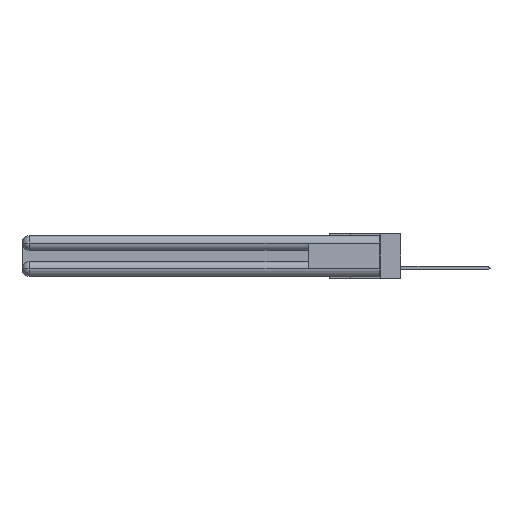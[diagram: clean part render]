
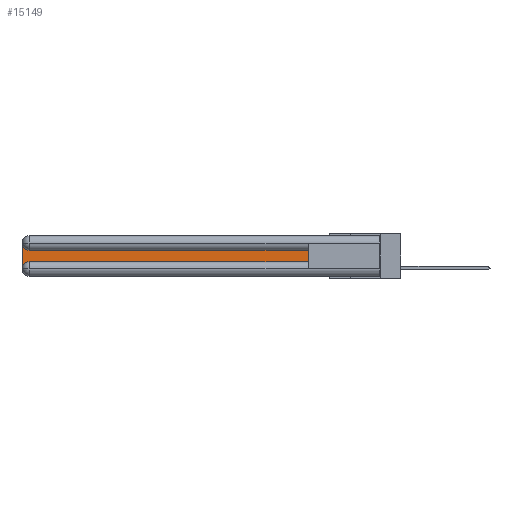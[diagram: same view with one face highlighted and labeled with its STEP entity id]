
A CAD part, left-side view. The second image highlights one B-rep face of the part: STEP entity #15149.
In plain terms, the highlighted planar face has unit normal (-1, 0, 0).
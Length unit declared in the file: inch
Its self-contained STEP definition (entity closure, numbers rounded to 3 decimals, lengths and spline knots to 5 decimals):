
#597 = AXIS2_PLACEMENT_3D ( 'NONE', #22628, #15417, #11075 ) ;
#1359 = DIRECTION ( 'NONE',  ( 0., 1., 0. ) ) ;
#1464 = VECTOR ( 'NONE', #26588, 39.37008 ) ;
#3336 = CARTESIAN_POINT ( 'NONE',  ( 0.075, 0.6, -0.1225 ) ) ;
#3482 = EDGE_CURVE ( 'NONE', #11064, #23190, #15561, .T. ) ;
#3785 = AXIS2_PLACEMENT_3D ( 'NONE', #22277, #10726, #26850 ) ;
#3841 = CARTESIAN_POINT ( 'NONE',  ( 0.075, 2.94, -0.1225 ) ) ;
#3909 = CARTESIAN_POINT ( 'NONE',  ( 0.075, 3., -0.2175 ) ) ;
#4826 = ORIENTED_EDGE ( 'NONE', *, *, #13522, .T. ) ;
#5046 = VERTEX_POINT ( 'NONE', #17251 ) ;
#5124 = ORIENTED_EDGE ( 'NONE', *, *, #24255, .T. ) ;
#5380 = ORIENTED_EDGE ( 'NONE', *, *, #15112, .T. ) ;
#6395 = FACE_OUTER_BOUND ( 'NONE', #25645, .T. ) ;
#7165 = CIRCLE ( 'NONE', #3785, 0.06 ) ;
#7167 = VERTEX_POINT ( 'NONE', #3841 ) ;
#8936 = LINE ( 'NONE', #3909, #1464 ) ;
#9150 = ORIENTED_EDGE ( 'NONE', *, *, #3482, .T. ) ;
#10049 = CARTESIAN_POINT ( 'NONE',  ( 0.075, 0.6, -0.2175 ) ) ;
#10378 = VERTEX_POINT ( 'NONE', #27034 ) ;
#10726 = DIRECTION ( 'NONE',  ( 1., 0., 0. ) ) ;
#11064 = VERTEX_POINT ( 'NONE', #10049 ) ;
#11070 = VERTEX_POINT ( 'NONE', #23695 ) ;
#11075 = DIRECTION ( 'NONE',  ( 0., 0., -1. ) ) ;
#13522 = EDGE_CURVE ( 'NONE', #10378, #5046, #8936, .T. ) ;
#13804 = ORIENTED_EDGE ( 'NONE', *, *, #24612, .T. ) ;
#14575 = LINE ( 'NONE', #17030, #26743 ) ;
#14789 = DIRECTION ( 'NONE',  ( 0., 0., 1. ) ) ;
#15112 = EDGE_CURVE ( 'NONE', #5046, #11070, #17017, .T. ) ;
#15149 = ADVANCED_FACE ( 'NONE', ( #6395 ), #18129, .F. ) ;
#15417 = DIRECTION ( 'NONE',  ( 1., 0., 0. ) ) ;
#15561 = LINE ( 'NONE', #25893, #29166 ) ;
#15905 = VECTOR ( 'NONE', #1359, 39.37008 ) ;
#17017 = CIRCLE ( 'NONE', #597, 0.06 ) ;
#17030 = CARTESIAN_POINT ( 'NONE',  ( 0.075, 0.6, -0.2175 ) ) ;
#17251 = CARTESIAN_POINT ( 'NONE',  ( 0.075, 3., -0.2775 ) ) ;
#18129 = PLANE ( 'NONE',  #28237 ) ;
#18533 = EDGE_CURVE ( 'NONE', #23190, #7167, #29515, .T. ) ;
#18778 = DIRECTION ( 'NONE',  ( 1., 0., 0. ) ) ;
#19936 = DIRECTION ( 'NONE',  ( 0., -1., 0. ) ) ;
#20155 = ORIENTED_EDGE ( 'NONE', *, *, #18533, .T. ) ;
#21248 = CARTESIAN_POINT ( 'NONE',  ( 0.075, 3., -0.1225 ) ) ;
#21780 = CARTESIAN_POINT ( 'NONE',  ( 0.075, 0.6, -0.1225 ) ) ;
#22277 = CARTESIAN_POINT ( 'NONE',  ( 0.075, 2.94, -0.0625 ) ) ;
#22628 = CARTESIAN_POINT ( 'NONE',  ( 0.075, 2.94, -0.2775 ) ) ;
#22694 = DIRECTION ( 'NONE',  ( 0., 0., -1. ) ) ;
#23190 = VERTEX_POINT ( 'NONE', #3336 ) ;
#23695 = CARTESIAN_POINT ( 'NONE',  ( 0.075, 2.94, -0.2175 ) ) ;
#24255 = EDGE_CURVE ( 'NONE', #7167, #10378, #7165, .T. ) ;
#24612 = EDGE_CURVE ( 'NONE', #11070, #11064, #14575, .T. ) ;
#25645 = EDGE_LOOP ( 'NONE', ( #20155, #5124, #4826, #5380, #13804, #9150 ) ) ;
#25893 = CARTESIAN_POINT ( 'NONE',  ( 0.075, 0.6, -0.2175 ) ) ;
#26588 = DIRECTION ( 'NONE',  ( 0., 0., -1. ) ) ;
#26743 = VECTOR ( 'NONE', #19936, 39.37008 ) ;
#26850 = DIRECTION ( 'NONE',  ( 0., 0., -1. ) ) ;
#27034 = CARTESIAN_POINT ( 'NONE',  ( 0.075, 3., -0.0625 ) ) ;
#28237 = AXIS2_PLACEMENT_3D ( 'NONE', #21248, #18778, #22694 ) ;
#29166 = VECTOR ( 'NONE', #14789, 39.37008 ) ;
#29515 = LINE ( 'NONE', #21780, #15905 ) ;
